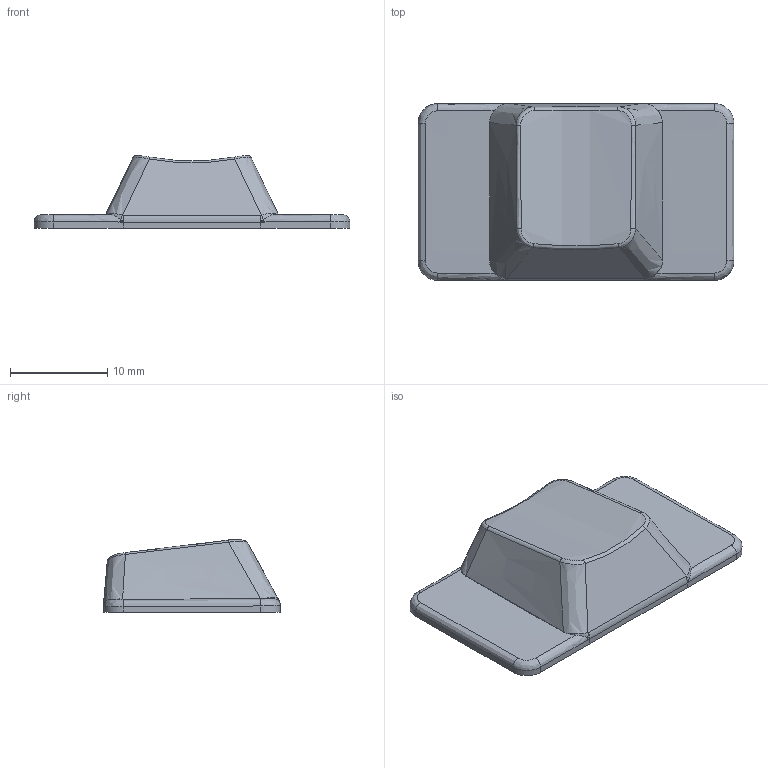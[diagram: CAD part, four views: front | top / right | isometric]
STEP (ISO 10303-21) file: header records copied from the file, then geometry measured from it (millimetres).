
FILE_DESCRIPTION(/* description */ (''),/* implementation_level */ '2;1');
FILE_NAME(/* name */ 'Row_3_1.75u_center_stepped.step',/* time_stamp */ '2022-02-17T19:25:41-06:00',/* author */ (''),/* organization */ (''),/* preprocessor_version */ 'ST-DEVELOPER v18.1',/* originating_system */ 'Autodesk Translation Framework v10.13.0.1454',/* authorisation */ '');
FILE_SCHEMA (('AUTOMOTIVE_DESIGN { 1 0 10303 214 3 1 1 }'));
Length unit declared in the file: millimetre
Products named in the file (1): Row_3_1.75u_center_stepped
Bounding box: 32.45 x 18.16 x 7.48 mm (x, y, z)
Volume: 883.6 mm3; surface area: 2009.5 mm2
Topology: 3 solids, 3 shells, 126 faces, 317 edges, 200 vertices
Faces by surface type: bspline 67, plane 40, cylinder 19
Full cylindrical faces by diameter (mm): 5.5 x1
Entity records: 12807 total; most frequent: CARTESIAN_POINT 10126, ORIENTED_EDGE 634, DIRECTION 399, EDGE_CURVE 317, VERTEX_POINT 200, AXIS2_PLACEMENT_3D 152, B_SPLINE_CURVE_WITH_KNOTS 130, EDGE_LOOP 129
